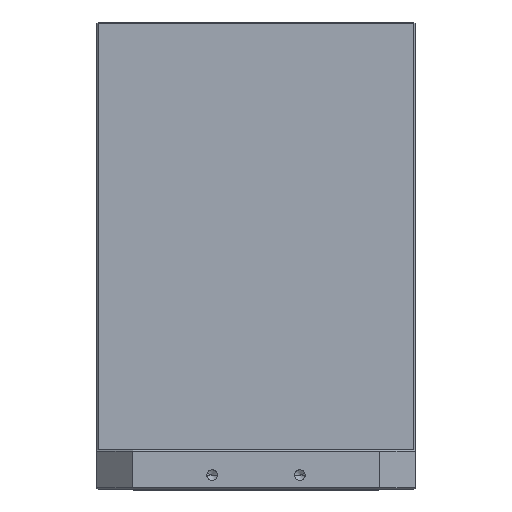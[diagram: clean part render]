
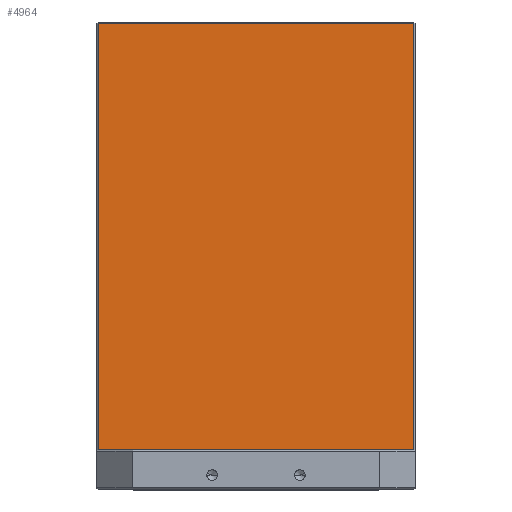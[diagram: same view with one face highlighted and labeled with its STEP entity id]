
A CAD part, top view. The second image highlights one B-rep face of the part: STEP entity #4964.
In plain terms, the highlighted planar face has unit normal (0, 0, 1).
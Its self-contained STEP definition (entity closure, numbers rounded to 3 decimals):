
#325 = DIRECTION ( 'NONE',  ( 1., 0., 0. ) ) ;
#409 = CARTESIAN_POINT ( 'NONE',  ( 198., 586.5, 75. ) ) ;
#437 = DIRECTION ( 'NONE',  ( 0., 1., 0. ) ) ;
#1086 = VECTOR ( 'NONE', #2995, 1000. ) ;
#1316 = ORIENTED_EDGE ( 'NONE', *, *, #5299, .T. ) ;
#1542 = LINE ( 'NONE', #2010, #4334 ) ;
#1581 = LINE ( 'NONE', #4029, #2720 ) ;
#1871 = DIRECTION ( 'NONE',  ( 0., 0., -1. ) ) ;
#1873 = ORIENTED_EDGE ( 'NONE', *, *, #3849, .T. ) ;
#2010 = CARTESIAN_POINT ( 'NONE',  ( 200., 50., 75. ) ) ;
#2242 = PLANE ( 'NONE',  #4764 ) ;
#2307 = ORIENTED_EDGE ( 'NONE', *, *, #2853, .T. ) ;
#2367 = DIRECTION ( 'NONE',  ( 0., -1., 0. ) ) ;
#2368 = CARTESIAN_POINT ( 'NONE',  ( -198., 50., 75. ) ) ;
#2720 = VECTOR ( 'NONE', #2367, 1000. ) ;
#2821 = CARTESIAN_POINT ( 'NONE',  ( 198., 584.5, 75. ) ) ;
#2853 = EDGE_CURVE ( 'NONE', #5164, #4588, #4266, .T. ) ;
#2995 = DIRECTION ( 'NONE',  ( -1., 0., 0. ) ) ;
#3162 = EDGE_LOOP ( 'NONE', ( #2307, #1316, #3170, #1873 ) ) ;
#3170 = ORIENTED_EDGE ( 'NONE', *, *, #4796, .T. ) ;
#3337 = VERTEX_POINT ( 'NONE', #2368 ) ;
#3547 = DIRECTION ( 'NONE',  ( -1., 0., 0. ) ) ;
#3775 = LINE ( 'NONE', #409, #4901 ) ;
#3848 = FACE_OUTER_BOUND ( 'NONE', #3162, .T. ) ;
#3849 = EDGE_CURVE ( 'NONE', #5245, #5164, #3775, .T. ) ;
#3955 = CARTESIAN_POINT ( 'NONE',  ( 200., 586.5, 75. ) ) ;
#4029 = CARTESIAN_POINT ( 'NONE',  ( -198., 586.5, 75. ) ) ;
#4266 = LINE ( 'NONE', #4320, #1086 ) ;
#4320 = CARTESIAN_POINT ( 'NONE',  ( -200., 584.5, 75. ) ) ;
#4332 = CARTESIAN_POINT ( 'NONE',  ( 198., 50., 75. ) ) ;
#4334 = VECTOR ( 'NONE', #325, 1000. ) ;
#4588 = VERTEX_POINT ( 'NONE', #5205 ) ;
#4764 = AXIS2_PLACEMENT_3D ( 'NONE', #3955, #1871, #3547 ) ;
#4796 = EDGE_CURVE ( 'NONE', #3337, #5245, #1542, .T. ) ;
#4901 = VECTOR ( 'NONE', #437, 1000. ) ;
#4964 = ADVANCED_FACE ( 'NONE', ( #3848 ), #2242, .F. ) ;
#5164 = VERTEX_POINT ( 'NONE', #2821 ) ;
#5205 = CARTESIAN_POINT ( 'NONE',  ( -198., 584.5, 75. ) ) ;
#5245 = VERTEX_POINT ( 'NONE', #4332 ) ;
#5299 = EDGE_CURVE ( 'NONE', #4588, #3337, #1581, .T. ) ;
